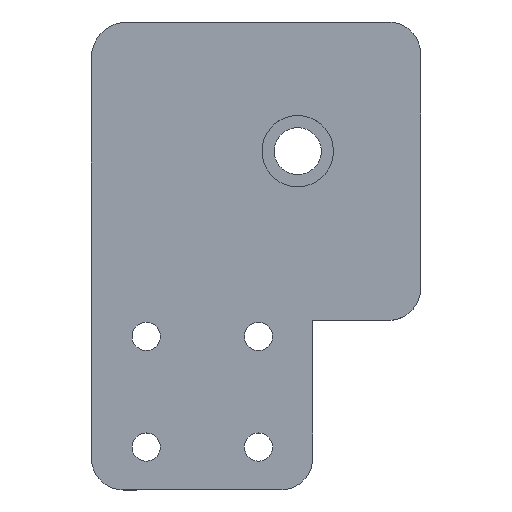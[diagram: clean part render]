
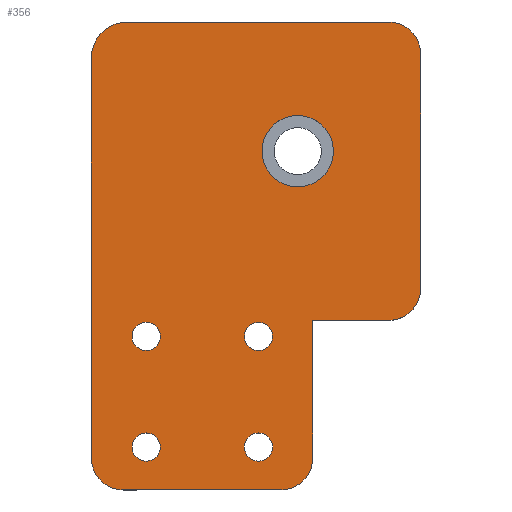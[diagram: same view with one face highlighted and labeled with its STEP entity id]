
A CAD part, top view. The second image highlights one B-rep face of the part: STEP entity #356.
In plain terms, the highlighted planar face has unit normal (0, 0, 1).
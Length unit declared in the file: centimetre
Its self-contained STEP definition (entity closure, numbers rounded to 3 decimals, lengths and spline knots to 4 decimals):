
#27=LINE('',#578,#50);
#28=LINE('',#582,#51);
#29=LINE('',#586,#52);
#30=LINE('',#590,#53);
#31=LINE('',#592,#54);
#32=LINE('',#596,#55);
#50=VECTOR('',#464,1.);
#51=VECTOR('',#467,1.);
#52=VECTOR('',#470,1.);
#53=VECTOR('',#473,1.);
#54=VECTOR('',#474,1.);
#55=VECTOR('',#477,1.);
#69=PLANE('',#392);
#84=FACE_BOUND('',#126,.T.);
#85=FACE_BOUND('',#127,.T.);
#86=FACE_BOUND('',#128,.T.);
#87=FACE_BOUND('',#129,.T.);
#88=FACE_BOUND('',#130,.T.);
#97=FACE_OUTER_BOUND('',#125,.T.);
#125=EDGE_LOOP('',(#273,#274,#275,#276,#277,#278,#279,#280,#281,#282,#283));
#126=EDGE_LOOP('',(#284));
#127=EDGE_LOOP('',(#285));
#128=EDGE_LOOP('',(#286));
#129=EDGE_LOOP('',(#287));
#130=EDGE_LOOP('',(#288));
#151=CIRCLE('',#377,0.645);
#163=CIRCLE('',#393,0.65);
#164=CIRCLE('',#394,0.575);
#165=CIRCLE('',#395,0.575);
#166=CIRCLE('',#396,0.575);
#167=CIRCLE('',#397,0.575);
#168=CIRCLE('',#398,0.255);
#169=CIRCLE('',#399,0.255);
#170=CIRCLE('',#400,0.255);
#171=CIRCLE('',#401,0.255);
#173=VERTEX_POINT('',#536);
#191=VERTEX_POINT('',#576);
#192=VERTEX_POINT('',#577);
#193=VERTEX_POINT('',#579);
#194=VERTEX_POINT('',#581);
#195=VERTEX_POINT('',#583);
#196=VERTEX_POINT('',#585);
#197=VERTEX_POINT('',#587);
#198=VERTEX_POINT('',#589);
#199=VERTEX_POINT('',#591);
#200=VERTEX_POINT('',#593);
#201=VERTEX_POINT('',#595);
#202=VERTEX_POINT('',#598);
#203=VERTEX_POINT('',#600);
#204=VERTEX_POINT('',#602);
#205=VERTEX_POINT('',#604);
#207=EDGE_CURVE('',#173,#173,#151,.T.);
#225=EDGE_CURVE('',#191,#192,#27,.T.);
#226=EDGE_CURVE('',#193,#191,#163,.T.);
#227=EDGE_CURVE('',#193,#194,#28,.F.);
#228=EDGE_CURVE('',#195,#194,#164,.T.);
#229=EDGE_CURVE('',#195,#196,#29,.F.);
#230=EDGE_CURVE('',#197,#196,#165,.T.);
#231=EDGE_CURVE('',#197,#198,#30,.F.);
#232=EDGE_CURVE('',#198,#199,#31,.F.);
#233=EDGE_CURVE('',#200,#199,#166,.T.);
#234=EDGE_CURVE('',#201,#200,#32,.T.);
#235=EDGE_CURVE('',#192,#201,#167,.T.);
#236=EDGE_CURVE('',#202,#202,#168,.T.);
#237=EDGE_CURVE('',#203,#203,#169,.T.);
#238=EDGE_CURVE('',#204,#204,#170,.T.);
#239=EDGE_CURVE('',#205,#205,#171,.T.);
#273=ORIENTED_EDGE('',*,*,#225,.F.);
#274=ORIENTED_EDGE('',*,*,#226,.F.);
#275=ORIENTED_EDGE('',*,*,#227,.T.);
#276=ORIENTED_EDGE('',*,*,#228,.F.);
#277=ORIENTED_EDGE('',*,*,#229,.T.);
#278=ORIENTED_EDGE('',*,*,#230,.F.);
#279=ORIENTED_EDGE('',*,*,#231,.T.);
#280=ORIENTED_EDGE('',*,*,#232,.T.);
#281=ORIENTED_EDGE('',*,*,#233,.F.);
#282=ORIENTED_EDGE('',*,*,#234,.F.);
#283=ORIENTED_EDGE('',*,*,#235,.F.);
#284=ORIENTED_EDGE('',*,*,#207,.T.);
#285=ORIENTED_EDGE('',*,*,#236,.T.);
#286=ORIENTED_EDGE('',*,*,#237,.T.);
#287=ORIENTED_EDGE('',*,*,#238,.T.);
#288=ORIENTED_EDGE('',*,*,#239,.T.);
#356=ADVANCED_FACE('',(#97,#84,#85,#86,#87,#88),#69,.T.);
#377=AXIS2_PLACEMENT_3D('',#537,#426,#427);
#392=AXIS2_PLACEMENT_3D('',#575,#462,#463);
#393=AXIS2_PLACEMENT_3D('',#580,#465,#466);
#394=AXIS2_PLACEMENT_3D('',#584,#468,#469);
#395=AXIS2_PLACEMENT_3D('',#588,#471,#472);
#396=AXIS2_PLACEMENT_3D('',#594,#475,#476);
#397=AXIS2_PLACEMENT_3D('',#597,#478,#479);
#398=AXIS2_PLACEMENT_3D('',#599,#480,#481);
#399=AXIS2_PLACEMENT_3D('',#601,#482,#483);
#400=AXIS2_PLACEMENT_3D('',#603,#484,#485);
#401=AXIS2_PLACEMENT_3D('',#605,#486,#487);
#426=DIRECTION('center_axis',(0.,0.,-1.));
#427=DIRECTION('ref_axis',(1.,0.,0.));
#462=DIRECTION('center_axis',(0.,0.,1.));
#463=DIRECTION('ref_axis',(1.,0.,0.));
#464=DIRECTION('',(1.,0.,0.));
#465=DIRECTION('center_axis',(0.,0.,-1.));
#466=DIRECTION('ref_axis',(-0.707,0.707,0.));
#467=DIRECTION('',(0.,1.,0.));
#468=DIRECTION('center_axis',(0.,0.,-1.));
#469=DIRECTION('ref_axis',(-0.707,-0.707,0.));
#470=DIRECTION('',(-1.,0.,0.));
#471=DIRECTION('center_axis',(0.,0.,-1.));
#472=DIRECTION('ref_axis',(0.707,-0.707,0.));
#473=DIRECTION('',(0.,-1.,0.));
#474=DIRECTION('',(-1.,0.,0.));
#475=DIRECTION('center_axis',(0.,0.,-1.));
#476=DIRECTION('ref_axis',(0.707,-0.707,0.));
#477=DIRECTION('',(0.,-1.,0.));
#478=DIRECTION('center_axis',(0.,0.,-1.));
#479=DIRECTION('ref_axis',(0.707,0.707,0.));
#480=DIRECTION('center_axis',(0.,0.,-1.));
#481=DIRECTION('ref_axis',(1.,0.,0.));
#482=DIRECTION('center_axis',(0.,0.,-1.));
#483=DIRECTION('ref_axis',(1.,0.,0.));
#484=DIRECTION('center_axis',(0.,0.,-1.));
#485=DIRECTION('ref_axis',(1.,0.,0.));
#486=DIRECTION('center_axis',(0.,0.,-1.));
#487=DIRECTION('ref_axis',(1.,0.,0.));
#536=CARTESIAN_POINT('',(3.245,4.35,0.3));
#537=CARTESIAN_POINT('Origin',(3.89,4.35,0.3));
#575=CARTESIAN_POINT('Origin',(0.,0.,0.3));
#576=CARTESIAN_POINT('',(0.81,6.685,0.3));
#577=CARTESIAN_POINT('',(5.535,6.685,0.3));
#578=CARTESIAN_POINT('',(2.08,6.685,0.3));
#579=CARTESIAN_POINT('',(0.16,6.035,0.3));
#580=CARTESIAN_POINT('Origin',(0.81,6.035,0.3));
#581=CARTESIAN_POINT('',(0.16,-1.2,0.3));
#582=CARTESIAN_POINT('',(0.16,0.9875,0.3));
#583=CARTESIAN_POINT('',(0.735,-1.775,0.3));
#584=CARTESIAN_POINT('Origin',(0.735,-1.2,0.3));
#585=CARTESIAN_POINT('',(3.585,-1.775,0.3));
#586=CARTESIAN_POINT('',(-2.05,-1.775,0.3));
#587=CARTESIAN_POINT('',(4.16,-1.2,0.3));
#588=CARTESIAN_POINT('Origin',(3.585,-1.2,0.3));
#589=CARTESIAN_POINT('',(4.16,1.2906,0.3));
#590=CARTESIAN_POINT('',(4.16,-0.9875,0.3));
#591=CARTESIAN_POINT('',(5.535,1.2906,0.3));
#592=CARTESIAN_POINT('',(2.08,1.2906,0.3));
#593=CARTESIAN_POINT('',(6.11,1.8656,0.3));
#594=CARTESIAN_POINT('Origin',(5.535,1.8656,0.3));
#595=CARTESIAN_POINT('',(6.11,6.11,0.3));
#596=CARTESIAN_POINT('',(6.11,1.3875,0.3));
#597=CARTESIAN_POINT('Origin',(5.535,6.11,0.3));
#598=CARTESIAN_POINT('',(3.435,-1.,0.3));
#599=CARTESIAN_POINT('Origin',(3.18,-1.,0.3));
#600=CARTESIAN_POINT('',(1.405,1.,0.3));
#601=CARTESIAN_POINT('Origin',(1.15,1.,0.3));
#602=CARTESIAN_POINT('',(1.405,-1.,0.3));
#603=CARTESIAN_POINT('Origin',(1.15,-1.,0.3));
#604=CARTESIAN_POINT('',(3.435,1.,0.3));
#605=CARTESIAN_POINT('Origin',(3.18,1.,0.3));
